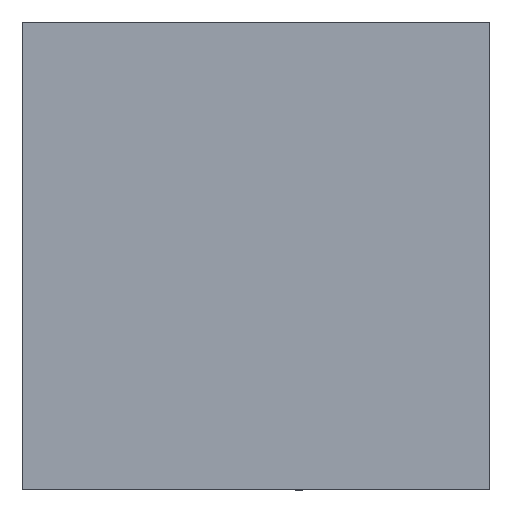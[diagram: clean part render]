
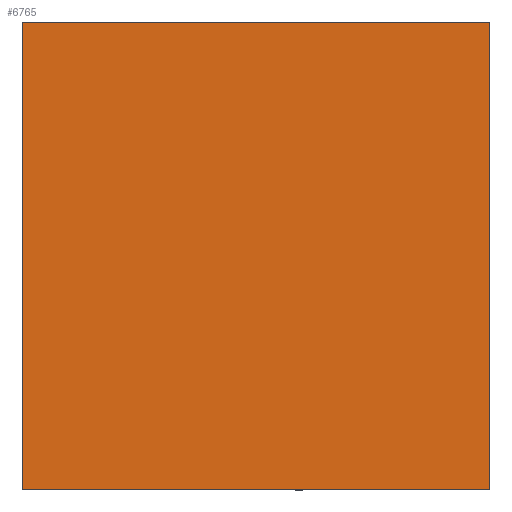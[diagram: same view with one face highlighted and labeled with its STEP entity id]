
A CAD part, top view. The second image highlights one B-rep face of the part: STEP entity #6765.
In plain terms, the highlighted planar face has unit normal (0, 0, 1).
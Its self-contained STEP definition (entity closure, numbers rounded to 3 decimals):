
#153 = VECTOR ( 'NONE', #2404, 1000. ) ;
#299 = VECTOR ( 'NONE', #4740, 1000. ) ;
#521 = EDGE_CURVE ( 'NONE', #3451, #10405, #6793, .T. ) ;
#538 = VERTEX_POINT ( 'NONE', #4290 ) ;
#691 = ORIENTED_EDGE ( 'NONE', *, *, #6422, .T. ) ;
#1384 = CARTESIAN_POINT ( 'NONE',  ( 0., 0., 0.55 ) ) ;
#1428 = DIRECTION ( 'NONE',  ( 1., 0., 0. ) ) ;
#1590 = ORIENTED_EDGE ( 'NONE', *, *, #3233, .T. ) ;
#1985 = CARTESIAN_POINT ( 'NONE',  ( -1.5, -1.5, 0.55 ) ) ;
#2032 = LINE ( 'NONE', #1985, #8534 ) ;
#2364 = CARTESIAN_POINT ( 'NONE',  ( 1.5, 1.5, 0.55 ) ) ;
#2404 = DIRECTION ( 'NONE',  ( -1., 0., 0. ) ) ;
#3122 = ORIENTED_EDGE ( 'NONE', *, *, #9788, .T. ) ;
#3130 = EDGE_LOOP ( 'NONE', ( #10845, #691, #3122, #1590 ) ) ;
#3233 = EDGE_CURVE ( 'NONE', #538, #3451, #2032, .T. ) ;
#3385 = VERTEX_POINT ( 'NONE', #10439 ) ;
#3451 = VERTEX_POINT ( 'NONE', #5555 ) ;
#3931 = DIRECTION ( 'NONE',  ( 0., 0., 1. ) ) ;
#4286 = CARTESIAN_POINT ( 'NONE',  ( -1.5, 1.5, 0.55 ) ) ;
#4290 = CARTESIAN_POINT ( 'NONE',  ( -1.5, -1.5, 0.55 ) ) ;
#4740 = DIRECTION ( 'NONE',  ( 0., -1., 0. ) ) ;
#5275 = PLANE ( 'NONE',  #10758 ) ;
#5319 = DIRECTION ( 'NONE',  ( 1., 0., 0. ) ) ;
#5555 = CARTESIAN_POINT ( 'NONE',  ( 1.5, -1.5, 0.55 ) ) ;
#5845 = LINE ( 'NONE', #4286, #153 ) ;
#5956 = DIRECTION ( 'NONE',  ( 0., 1., 0. ) ) ;
#6422 = EDGE_CURVE ( 'NONE', #10405, #3385, #5845, .T. ) ;
#6765 = ADVANCED_FACE ( 'NONE', ( #7951 ), #5275, .T. ) ;
#6793 = LINE ( 'NONE', #2364, #9225 ) ;
#7951 = FACE_OUTER_BOUND ( 'NONE', #3130, .T. ) ;
#8030 = CARTESIAN_POINT ( 'NONE',  ( -1.5, 1.5, 0.55 ) ) ;
#8194 = LINE ( 'NONE', #8030, #299 ) ;
#8534 = VECTOR ( 'NONE', #5319, 1000. ) ;
#9225 = VECTOR ( 'NONE', #5956, 1000. ) ;
#9788 = EDGE_CURVE ( 'NONE', #3385, #538, #8194, .T. ) ;
#10405 = VERTEX_POINT ( 'NONE', #10941 ) ;
#10439 = CARTESIAN_POINT ( 'NONE',  ( -1.5, 1.5, 0.55 ) ) ;
#10758 = AXIS2_PLACEMENT_3D ( 'NONE', #1384, #3931, #1428 ) ;
#10845 = ORIENTED_EDGE ( 'NONE', *, *, #521, .T. ) ;
#10941 = CARTESIAN_POINT ( 'NONE',  ( 1.5, 1.5, 0.55 ) ) ;
